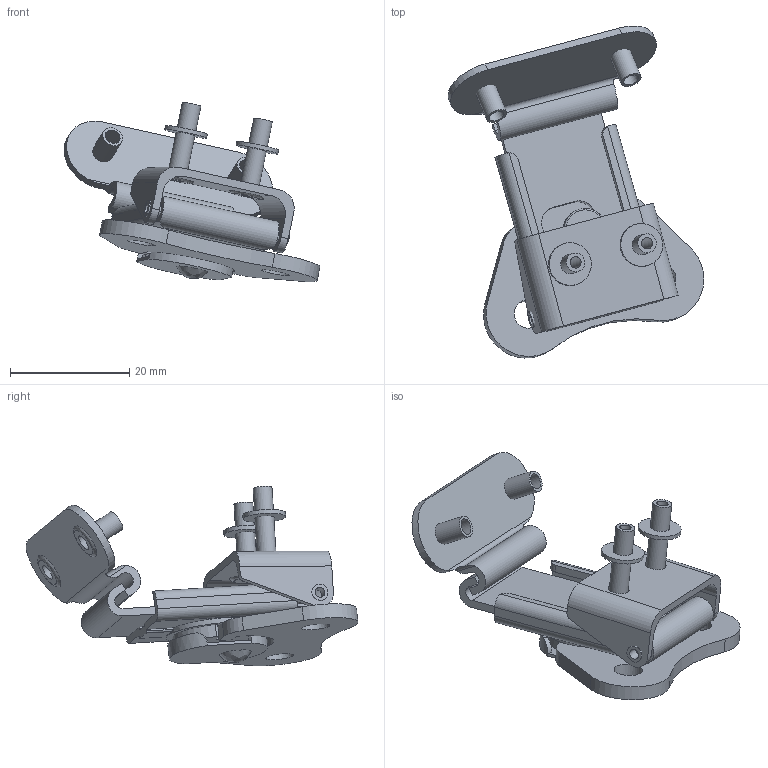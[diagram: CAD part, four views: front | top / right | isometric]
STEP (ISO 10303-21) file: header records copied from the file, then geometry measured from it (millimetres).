
FILE_DESCRIPTION (( 'STEP AP214' ), '1' );
FILE_NAME ('TLL150WTKIT.STEP', '2019-07-09T22:21:07', ( '' ), ( '' ), 'SwSTEP 2.0', 'SolidWorks 2018', '' );
FILE_SCHEMA (( 'AUTOMOTIVE_DESIGN' ));
Length unit declared in the file: inch
Products named in the file (1): TLL150WTKIT
Bounding box: 42.9 x 55.67 x 30.14 mm (x, y, z)
Volume: 5795 mm3; surface area: 10225.4 mm2
Topology: 16 solids, 16 shells, 222 faces, 535 edges, 355 vertices
Faces by surface type: plane 110, cylinder 99, bspline 11, cone 2
Full cylindrical faces by diameter (mm): 1.702 x1, 1.905 x2, 2.21 x1, 2.54 x2, 2.64 x2, 2.794 x1, 3.175 x3, 3.302 x2, 3.378 x2, 3.429 x1, 3.531 x2, 3.556 x3, 4.572 x1, 4.75 x2, 4.8 x1, 4.851 x2, 5.41 x1, 6.35 x1, 7.188 x2, 7.264 x1, 13.335 x1, 13.589 x1, 15.494 x1, 16.764 x1
Entity records: 7322 total; most frequent: CARTESIAN_POINT 2036, DIRECTION 1046, ORIENTED_EDGE 956, EDGE_CURVE 478, AXIS2_PLACEMENT_3D 401, VERTEX_POINT 346, EDGE_LOOP 320, FACE_OUTER_BOUND 268
